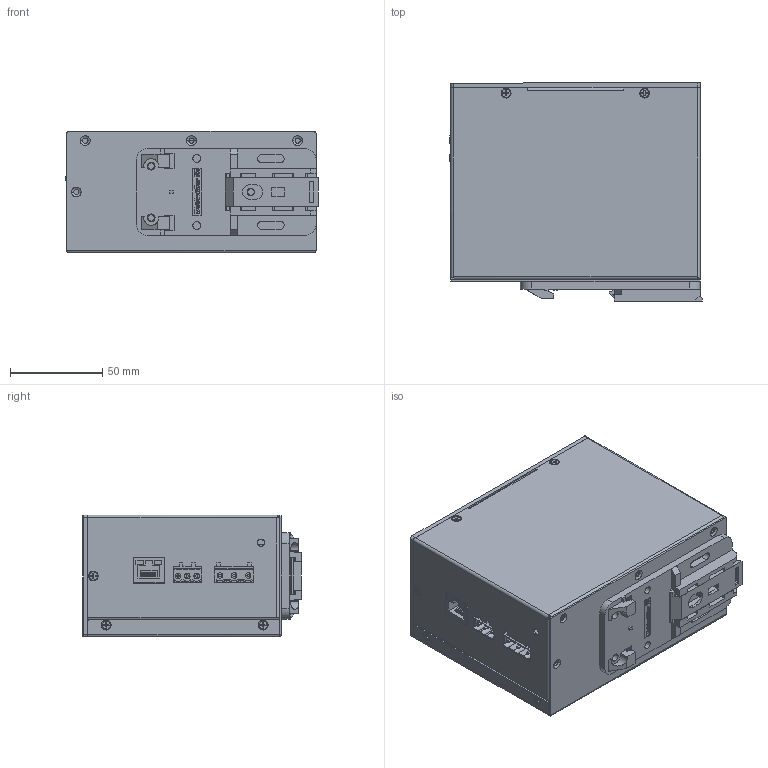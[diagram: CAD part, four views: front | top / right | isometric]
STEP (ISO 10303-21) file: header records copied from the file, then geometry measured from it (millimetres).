
FILE_DESCRIPTION((''),'2;1');
FILE_NAME('SICOM3000A-66-88__ASM_ASM_ASM_A_ASM','2023-05-31T',('jitianxu'),(''),'PRO/ENGINEER BY PARAMETRIC TECHNOLOGY CORPORATION, 2009360','PRO/ENGINEER BY PARAMETRIC TECHNOLOGY CORPORATION, 2009360','');
FILE_SCHEMA(('AUTOMOTIVE_DESIGN_CC2 { 1 2 10303 214 -1 1 5 2 }'));
Length unit declared in the file: millimetre
Products named in the file (31): PRT0147; ASM0026_ASM_ASM_ASM_ASM_ASM_ASM_ASM; PRT0150; ASM0027_ASM_ASM_ASM_ASM_ASM_ASM_ASM; PRT0153; PRT0155; PRT0156; PRT0158; PRT0159; PRT0160; ASM0029_ASM_ASM_ASM_ASM_ASM_ASM_ASM; ASM0028_ASM_ASM_ASM_ASM_ASM_ASM_ASM; PRT0162; PRT0163; PRT0165; ASM0030_ASM_ASM_ASM_ASM_ASM_ASM_ASM; PRT0166; PRT0167; ASM0025_ASM_ASM_ASM_ASM_ASM_ASM_ASM; ASM0024_ASM_ASM_ASM_ASM_ASM_ASM_ASM; ASM0034_ASM_ASM_ASM_ASM_ASM_ASM; ASM0033_ASM_ASM_ASM_ASM_ASM_ASM; ASM0032_ASM_ASM_ASM_ASM_ASM_ASM; ASM0031_ASM_ASM_ASM_ASM_ASM_ASM; SICOM3000A-66-88ZUHE_ASM_ASM_AS_ASM; BASE_MODEL_DEFAULT_1; SLIP_3_DEFAULT_1; PRODUCT_16742_ASM_1_ASM_ASM_ASM_ASM; __ASM_1_ASM_ASM_ASM_ASM_ASM_ASM_ASM; 107011804-3-762-JH-90_1; SICOM3000A-66-88__ASM_ASM_ASM_A_ASM
Assembly tree (36 placements, depth 11):
  SICOM3000A-66-88__ASM_ASM_ASM_A_ASM
    SICOM3000A-66-88ZUHE_ASM_ASM_AS_ASM
      ASM0031_ASM_ASM_ASM_ASM_ASM_ASM
        ASM0032_ASM_ASM_ASM_ASM_ASM_ASM
          ASM0033_ASM_ASM_ASM_ASM_ASM_ASM
            ASM0034_ASM_ASM_ASM_ASM_ASM_ASM
              ASM0024_ASM_ASM_ASM_ASM_ASM_ASM_ASM
                ASM0025_ASM_ASM_ASM_ASM_ASM_ASM_ASM
                  ASM0026_ASM_ASM_ASM_ASM_ASM_ASM_ASM
                  ASM0027_ASM_ASM_ASM_ASM_ASM_ASM_ASM
                  PRT0153
                  ASM0028_ASM_ASM_ASM_ASM_ASM_ASM_ASM
                    PRT0156  x3
                  ASM0030_ASM_ASM_ASM_ASM_ASM_ASM_ASM
                  PRT0166
                  PRT0167  x5
    __ASM_1_ASM_ASM_ASM_ASM_ASM_ASM_ASM
      PRODUCT_16742_ASM_1_ASM_ASM_ASM_ASM
        BASE_MODEL_DEFAULT_1
        SLIP_3_DEFAULT_1
    107011804-3-762-JH-90_1
Bounding box: 136.8 x 118.11 x 66 mm (x, y, z)
Volume: 128540.5 mm3; surface area: 166564.6 mm2
Topology: 22 solids, 28 shells, 2117 faces, 5944 edges, 3933 vertices
Faces by surface type: plane 1634, cylinder 425, cone 40, sphere 10, bspline 8
Entity records: 59724 total; most frequent: CARTESIAN_POINT 10402, ORIENTED_EDGE 9516, DIRECTION 9168, EDGE_CURVE 4770, VECTOR 3846, LINE 3846, VERTEX_POINT 3141, AXIS2_PLACEMENT_3D 2661
